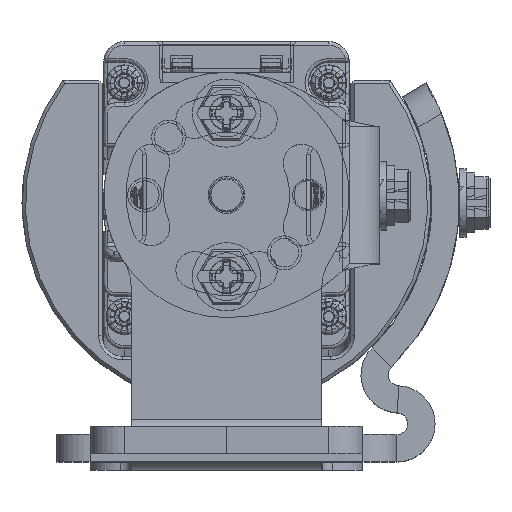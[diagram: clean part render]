
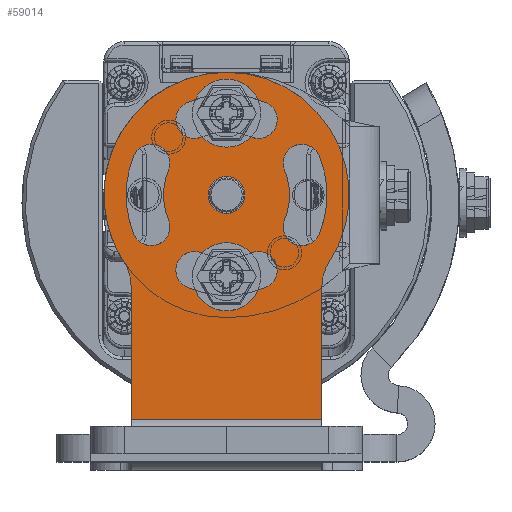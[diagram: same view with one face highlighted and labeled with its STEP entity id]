
A CAD part, top view. The second image highlights one B-rep face of the part: STEP entity #59014.
In plain terms, the highlighted face is planar.
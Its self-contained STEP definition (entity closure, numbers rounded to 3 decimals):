
#58106=CARTESIAN_POINT('',(4.,38.,0.));
#58107=DIRECTION('',(-1.,0.,0.));
#58108=DIRECTION('',(0.,0.,-1.));
#58109=AXIS2_PLACEMENT_3D('',#58106,#58107,#58108);
#58111=CARTESIAN_POINT('',(4.,38.,0.));
#58112=DIRECTION('',(-1.,0.,0.));
#58113=DIRECTION('',(0.,0.,1.));
#58114=AXIS2_PLACEMENT_3D('',#58111,#58112,#58113);
#58116=DIRECTION('',(0.,1.,0.));
#58117=VECTOR('',#58116,19.734);
#58118=CARTESIAN_POINT('',(4.,5.,14.));
#58119=LINE('',#58118,#58117);
#58120=CARTESIAN_POINT('',(4.,38.,0.));
#58121=DIRECTION('',(1.,0.,0.));
#58122=DIRECTION('',(0.,1.,0.));
#58123=AXIS2_PLACEMENT_3D('',#58120,#58121,#58122);
#58125=CARTESIAN_POINT('',(4.,38.,0.));
#58126=DIRECTION('',(1.,0.,0.));
#58127=DIRECTION('',(0.,-0.553,-0.833));
#58128=AXIS2_PLACEMENT_3D('',#58125,#58126,#58127);
#58130=DIRECTION('',(0.,1.,0.));
#58131=VECTOR('',#58130,19.734);
#58132=CARTESIAN_POINT('',(4.,5.,-14.));
#58133=LINE('',#58132,#58131);
#58134=CARTESIAN_POINT('',(4.,38.,0.));
#58135=DIRECTION('',(-1.,0.,0.));
#58136=DIRECTION('',(0.,0.921,0.391));
#58137=AXIS2_PLACEMENT_3D('',#58134,#58135,#58136);
#58139=CARTESIAN_POINT('',(4.,49.046,-4.689));
#58140=DIRECTION('',(-1.,0.,0.));
#58141=DIRECTION('',(0.,0.921,-0.391));
#58142=AXIS2_PLACEMENT_3D('',#58139,#58140,#58141);
#58144=CARTESIAN_POINT('',(4.,38.,0.));
#58145=DIRECTION('',(-1.,0.,0.));
#58146=DIRECTION('',(0.,0.921,0.391));
#58147=AXIS2_PLACEMENT_3D('',#58144,#58145,#58146);
#58149=CARTESIAN_POINT('',(4.,49.046,4.689));
#58150=DIRECTION('',(-1.,0.,0.));
#58151=DIRECTION('',(0.,-0.921,-0.391));
#58152=AXIS2_PLACEMENT_3D('',#58149,#58150,#58151);
#58154=CARTESIAN_POINT('',(4.,38.,0.));
#58155=DIRECTION('',(-1.,0.,0.));
#58156=DIRECTION('',(0.,0.391,-0.921));
#58157=AXIS2_PLACEMENT_3D('',#58154,#58155,#58156);
#58159=CARTESIAN_POINT('',(4.,33.311,-11.046));
#58160=DIRECTION('',(-1.,0.,0.));
#58161=DIRECTION('',(0.,-0.391,-0.921));
#58162=AXIS2_PLACEMENT_3D('',#58159,#58160,#58161);
#58164=CARTESIAN_POINT('',(4.,38.,0.));
#58165=DIRECTION('',(-1.,0.,0.));
#58166=DIRECTION('',(0.,0.391,-0.921));
#58167=AXIS2_PLACEMENT_3D('',#58164,#58165,#58166);
#58169=CARTESIAN_POINT('',(4.,42.689,-11.046));
#58170=DIRECTION('',(-1.,0.,0.));
#58171=DIRECTION('',(0.,-0.391,0.921));
#58172=AXIS2_PLACEMENT_3D('',#58169,#58170,#58171);
#58174=CARTESIAN_POINT('',(4.,38.,0.));
#58175=DIRECTION('',(-1.,0.,0.));
#58176=DIRECTION('',(0.,-0.921,-0.391));
#58177=AXIS2_PLACEMENT_3D('',#58174,#58175,#58176);
#58179=CARTESIAN_POINT('',(4.,26.954,4.689));
#58180=DIRECTION('',(-1.,0.,0.));
#58181=DIRECTION('',(0.,-0.921,0.391));
#58182=AXIS2_PLACEMENT_3D('',#58179,#58180,#58181);
#58184=CARTESIAN_POINT('',(4.,38.,0.));
#58185=DIRECTION('',(-1.,0.,0.));
#58186=DIRECTION('',(0.,-0.921,-0.391));
#58187=AXIS2_PLACEMENT_3D('',#58184,#58185,#58186);
#58189=CARTESIAN_POINT('',(4.,26.954,-4.689));
#58190=DIRECTION('',(-1.,0.,0.));
#58191=DIRECTION('',(0.,0.921,0.391));
#58192=AXIS2_PLACEMENT_3D('',#58189,#58190,#58191);
#58194=CARTESIAN_POINT('',(4.,38.,0.));
#58195=DIRECTION('',(-1.,0.,0.));
#58196=DIRECTION('',(0.,-0.391,0.921));
#58197=AXIS2_PLACEMENT_3D('',#58194,#58195,#58196);
#58199=CARTESIAN_POINT('',(4.,42.689,11.046));
#58200=DIRECTION('',(-1.,0.,0.));
#58201=DIRECTION('',(0.,0.391,0.921));
#58202=AXIS2_PLACEMENT_3D('',#58199,#58200,#58201);
#58204=CARTESIAN_POINT('',(4.,38.,0.));
#58205=DIRECTION('',(-1.,0.,0.));
#58206=DIRECTION('',(0.,-0.391,0.921));
#58207=AXIS2_PLACEMENT_3D('',#58204,#58205,#58206);
#58209=CARTESIAN_POINT('',(4.,33.311,11.046));
#58210=DIRECTION('',(-1.,0.,0.));
#58211=DIRECTION('',(0.,0.391,-0.921));
#58212=AXIS2_PLACEMENT_3D('',#58209,#58210,#58211);
#58223=CARTESIAN_POINT('',(4.,24.734,20.));
#58224=DIRECTION('',(-1.,0.,0.));
#58225=DIRECTION('',(0.,0.553,-0.833));
#58226=AXIS2_PLACEMENT_3D('',#58223,#58224,#58225);
#58245=CARTESIAN_POINT('',(4.,24.734,-20.));
#58246=DIRECTION('',(-1.,0.,0.));
#58247=DIRECTION('',(0.,0.,1.));
#58248=AXIS2_PLACEMENT_3D('',#58245,#58246,#58247);
#58270=DIRECTION('',(0.,0.,1.));
#58271=VECTOR('',#58270,28.);
#58272=CARTESIAN_POINT('',(4.,5.,-14.));
#58273=LINE('',#58272,#58271);
#58438=CARTESIAN_POINT('',(4.,5.,-14.));
#58439=CARTESIAN_POINT('',(4.,5.,14.));
#58440=VERTEX_POINT('',#58438);
#58441=VERTEX_POINT('',#58439);
#58446=CARTESIAN_POINT('',(4.,38.,-2.7));
#58447=CARTESIAN_POINT('',(4.,38.,2.7));
#58448=VERTEX_POINT('',#58446);
#58449=VERTEX_POINT('',#58447);
#58459=CARTESIAN_POINT('',(4.,56.,0.));
#58461=VERTEX_POINT('',#58459);
#58476=CARTESIAN_POINT('',(4.,46.515,3.614));
#58477=CARTESIAN_POINT('',(4.,46.515,-3.614));
#58478=VERTEX_POINT('',#58476);
#58479=VERTEX_POINT('',#58477);
#58480=CARTESIAN_POINT('',(4.,51.577,-5.763));
#58481=VERTEX_POINT('',#58480);
#58482=CARTESIAN_POINT('',(4.,51.577,5.763));
#58483=VERTEX_POINT('',#58482);
#58492=CARTESIAN_POINT('',(4.,41.614,-8.515));
#58493=CARTESIAN_POINT('',(4.,34.386,-8.515));
#58494=VERTEX_POINT('',#58492);
#58495=VERTEX_POINT('',#58493);
#58496=CARTESIAN_POINT('',(4.,32.237,-13.577));
#58497=VERTEX_POINT('',#58496);
#58498=CARTESIAN_POINT('',(4.,43.763,-13.577));
#58499=VERTEX_POINT('',#58498);
#58508=CARTESIAN_POINT('',(4.,29.485,-3.614));
#58509=CARTESIAN_POINT('',(4.,29.485,3.614));
#58510=VERTEX_POINT('',#58508);
#58511=VERTEX_POINT('',#58509);
#58512=CARTESIAN_POINT('',(4.,24.423,5.763));
#58513=VERTEX_POINT('',#58512);
#58514=CARTESIAN_POINT('',(4.,24.423,-5.763));
#58515=VERTEX_POINT('',#58514);
#58524=CARTESIAN_POINT('',(4.,34.386,8.515));
#58525=CARTESIAN_POINT('',(4.,41.614,8.515));
#58526=VERTEX_POINT('',#58524);
#58527=VERTEX_POINT('',#58525);
#58528=CARTESIAN_POINT('',(4.,43.763,13.577));
#58529=VERTEX_POINT('',#58528);
#58530=CARTESIAN_POINT('',(4.,32.237,13.577));
#58531=VERTEX_POINT('',#58530);
#58573=CARTESIAN_POINT('',(4.,28.05,-15.));
#58575=VERTEX_POINT('',#58573);
#58577=CARTESIAN_POINT('',(4.,24.734,-14.));
#58579=VERTEX_POINT('',#58577);
#58581=CARTESIAN_POINT('',(4.,24.734,14.));
#58583=VERTEX_POINT('',#58581);
#58585=CARTESIAN_POINT('',(4.,28.05,15.));
#58587=VERTEX_POINT('',#58585);
#58949=CARTESIAN_POINT('',(4.,56.,-20.));
#58950=DIRECTION('',(-1.,0.,0.));
#58951=DIRECTION('',(0.,-1.,0.));
#58952=AXIS2_PLACEMENT_3D('',#58949,#58950,#58951);
#58953=PLANE('',#58952);
#58955=ORIENTED_EDGE('',*,*,#58954,.T.);
#58957=ORIENTED_EDGE('',*,*,#58956,.F.);
#58959=ORIENTED_EDGE('',*,*,#58958,.F.);
#58961=ORIENTED_EDGE('',*,*,#58960,.F.);
#58963=ORIENTED_EDGE('',*,*,#58962,.F.);
#58965=ORIENTED_EDGE('',*,*,#58964,.F.);
#58967=ORIENTED_EDGE('',*,*,#58966,.T.);
#58968=EDGE_LOOP('',(#58955,#58957,#58959,#58961,#58963,#58965,#58967));
#58969=FACE_OUTER_BOUND('',#58968,.F.);
#58970=ORIENTED_EDGE('',*,*,#58929,.F.);
#58971=ORIENTED_EDGE('',*,*,#58943,.F.);
#58972=EDGE_LOOP('',(#58970,#58971));
#58973=FACE_BOUND('',#58972,.F.);
#58975=ORIENTED_EDGE('',*,*,#58974,.T.);
#58977=ORIENTED_EDGE('',*,*,#58976,.F.);
#58979=ORIENTED_EDGE('',*,*,#58978,.F.);
#58981=ORIENTED_EDGE('',*,*,#58980,.F.);
#58982=EDGE_LOOP('',(#58975,#58977,#58979,#58981));
#58983=FACE_BOUND('',#58982,.F.);
#58985=ORIENTED_EDGE('',*,*,#58984,.T.);
#58987=ORIENTED_EDGE('',*,*,#58986,.F.);
#58989=ORIENTED_EDGE('',*,*,#58988,.F.);
#58991=ORIENTED_EDGE('',*,*,#58990,.F.);
#58992=EDGE_LOOP('',(#58985,#58987,#58989,#58991));
#58993=FACE_BOUND('',#58992,.F.);
#58995=ORIENTED_EDGE('',*,*,#58994,.T.);
#58997=ORIENTED_EDGE('',*,*,#58996,.F.);
#58999=ORIENTED_EDGE('',*,*,#58998,.F.);
#59001=ORIENTED_EDGE('',*,*,#59000,.F.);
#59002=EDGE_LOOP('',(#58995,#58997,#58999,#59001));
#59003=FACE_BOUND('',#59002,.F.);
#59005=ORIENTED_EDGE('',*,*,#59004,.T.);
#59007=ORIENTED_EDGE('',*,*,#59006,.F.);
#59009=ORIENTED_EDGE('',*,*,#59008,.F.);
#59011=ORIENTED_EDGE('',*,*,#59010,.F.);
#59012=EDGE_LOOP('',(#59005,#59007,#59009,#59011));
#59013=FACE_BOUND('',#59012,.F.);
#59014=ADVANCED_FACE('',(#58969,#58973,#58983,#58993,#59003,#59013),#58953,.F.);
#58110=CIRCLE('',#58109,2.7);
#58115=CIRCLE('',#58114,2.7);
#58124=CIRCLE('',#58123,18.);
#58129=CIRCLE('',#58128,18.);
#58138=CIRCLE('',#58137,9.25);
#58143=CIRCLE('',#58142,2.75);
#58148=CIRCLE('',#58147,14.75);
#58153=CIRCLE('',#58152,2.75);
#58158=CIRCLE('',#58157,9.25);
#58163=CIRCLE('',#58162,2.75);
#58168=CIRCLE('',#58167,14.75);
#58173=CIRCLE('',#58172,2.75);
#58178=CIRCLE('',#58177,9.25);
#58183=CIRCLE('',#58182,2.75);
#58188=CIRCLE('',#58187,14.75);
#58193=CIRCLE('',#58192,2.75);
#58198=CIRCLE('',#58197,9.25);
#58203=CIRCLE('',#58202,2.75);
#58208=CIRCLE('',#58207,14.75);
#58213=CIRCLE('',#58212,2.75);
#58227=CIRCLE('',#58226,6.);
#58249=CIRCLE('',#58248,6.);
#58929=EDGE_CURVE('',#58448,#58449,#58110,.T.);
#58943=EDGE_CURVE('',#58449,#58448,#58115,.T.);
#58954=EDGE_CURVE('',#58441,#58583,#58119,.T.);
#58956=EDGE_CURVE('',#58587,#58583,#58227,.T.);
#58958=EDGE_CURVE('',#58461,#58587,#58124,.T.);
#58960=EDGE_CURVE('',#58575,#58461,#58129,.T.);
#58962=EDGE_CURVE('',#58579,#58575,#58249,.T.);
#58964=EDGE_CURVE('',#58440,#58579,#58133,.T.);
#58966=EDGE_CURVE('',#58440,#58441,#58273,.T.);
#58974=EDGE_CURVE('',#58478,#58479,#58138,.T.);
#58976=EDGE_CURVE('',#58481,#58479,#58143,.T.);
#58978=EDGE_CURVE('',#58483,#58481,#58148,.T.);
#58980=EDGE_CURVE('',#58478,#58483,#58153,.T.);
#58984=EDGE_CURVE('',#58494,#58495,#58158,.T.);
#58986=EDGE_CURVE('',#58497,#58495,#58163,.T.);
#58988=EDGE_CURVE('',#58499,#58497,#58168,.T.);
#58990=EDGE_CURVE('',#58494,#58499,#58173,.T.);
#58994=EDGE_CURVE('',#58510,#58511,#58178,.T.);
#58996=EDGE_CURVE('',#58513,#58511,#58183,.T.);
#58998=EDGE_CURVE('',#58515,#58513,#58188,.T.);
#59000=EDGE_CURVE('',#58510,#58515,#58193,.T.);
#59004=EDGE_CURVE('',#58526,#58527,#58198,.T.);
#59006=EDGE_CURVE('',#58529,#58527,#58203,.T.);
#59008=EDGE_CURVE('',#58531,#58529,#58208,.T.);
#59010=EDGE_CURVE('',#58526,#58531,#58213,.T.);
